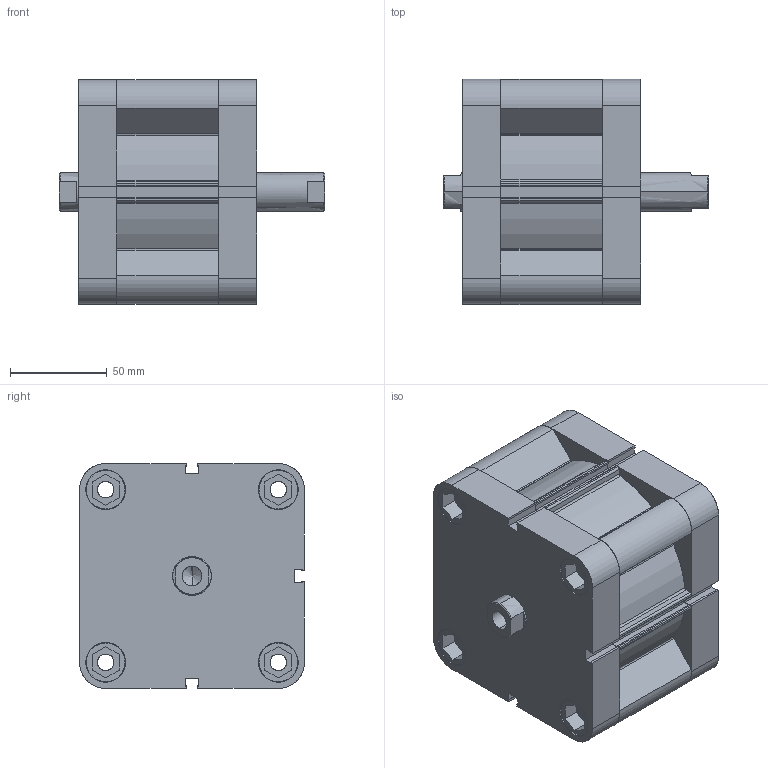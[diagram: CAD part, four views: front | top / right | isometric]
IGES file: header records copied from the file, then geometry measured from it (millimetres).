
Start section: SolidWorks IGES file using analytic representation for surfaces
Global section: file name: KCD-100-25-CYLINDER.IGS; native system: SolidWorks 2010; preprocessor: SolidWorks 2010; author: Yeni; date: 130724.154328; units: millimetre
Bounding box: 137 x 116 x 116 mm (x, y, z)
Surface area: 181067.9 mm2 (no closed solid volume)
Topology: 0 solids, 0 shells, 354 faces, 4916 edges, 4912 vertices
Faces by surface type: bspline 202, revolution 152
